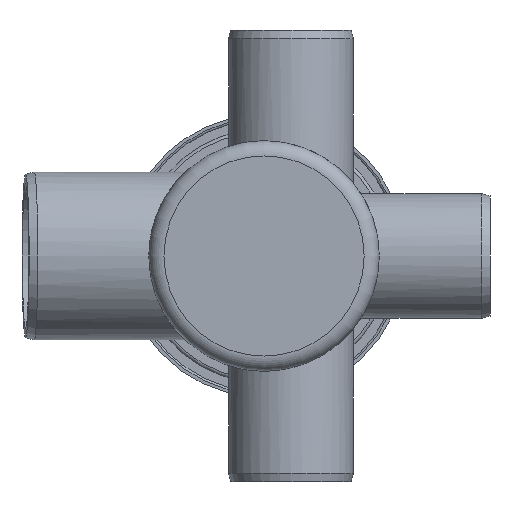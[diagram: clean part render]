
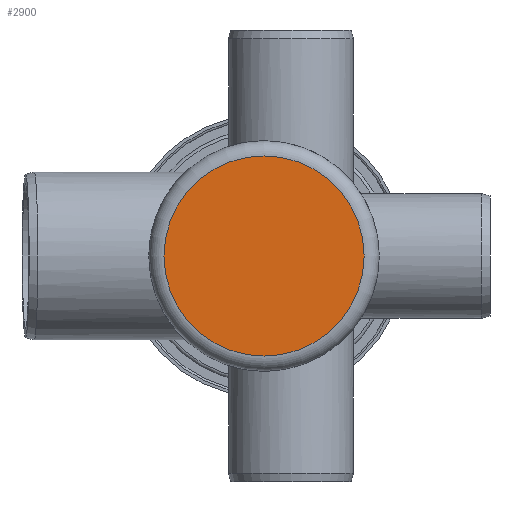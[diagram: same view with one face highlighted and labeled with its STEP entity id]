
A CAD part, front view. The second image highlights one B-rep face of the part: STEP entity #2900.
In plain terms, the highlighted planar face has unit normal (0, -1, 0).
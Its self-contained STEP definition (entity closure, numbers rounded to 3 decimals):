
#153=PLANE('',#3218);
#210=FACE_OUTER_BOUND('',#396,.T.);
#396=EDGE_LOOP('',(#2028,#2029));
#630=CIRCLE('',#3219,46.5);
#631=CIRCLE('',#3220,46.5);
#1189=VERTEX_POINT('',#5027);
#1190=VERTEX_POINT('',#5028);
#1517=EDGE_CURVE('',#1189,#1190,#630,.T.);
#1518=EDGE_CURVE('',#1190,#1189,#631,.T.);
#2028=ORIENTED_EDGE('',*,*,#1517,.F.);
#2029=ORIENTED_EDGE('',*,*,#1518,.F.);
#2900=ADVANCED_FACE('',(#210),#153,.T.);
#3218=AXIS2_PLACEMENT_3D('',#5026,#3790,#3791);
#3219=AXIS2_PLACEMENT_3D('',#5029,#3792,#3793);
#3220=AXIS2_PLACEMENT_3D('',#5030,#3794,#3795);
#3790=DIRECTION('center_axis',(0.,-1.,0.));
#3791=DIRECTION('ref_axis',(0.,0.,-1.));
#3792=DIRECTION('center_axis',(0.,1.,0.));
#3793=DIRECTION('ref_axis',(-1.,0.,0.));
#3794=DIRECTION('center_axis',(0.,1.,0.));
#3795=DIRECTION('ref_axis',(-1.,0.,0.));
#5026=CARTESIAN_POINT('Origin',(0.,-131.,0.));
#5027=CARTESIAN_POINT('',(46.5,-131.,0.));
#5028=CARTESIAN_POINT('',(0.,-131.,46.5));
#5029=CARTESIAN_POINT('Origin',(0.,-131.,0.));
#5030=CARTESIAN_POINT('Origin',(0.,-131.,0.));
